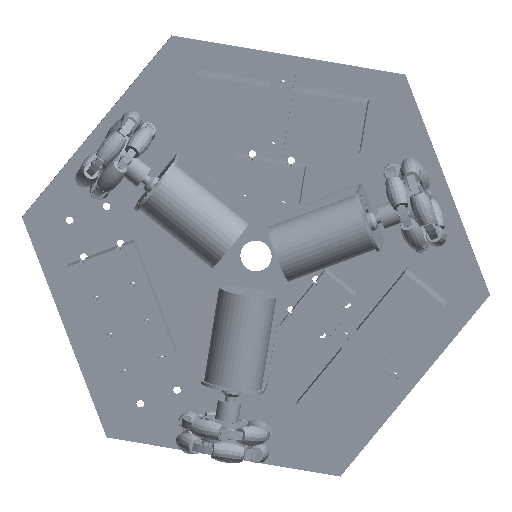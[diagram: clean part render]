
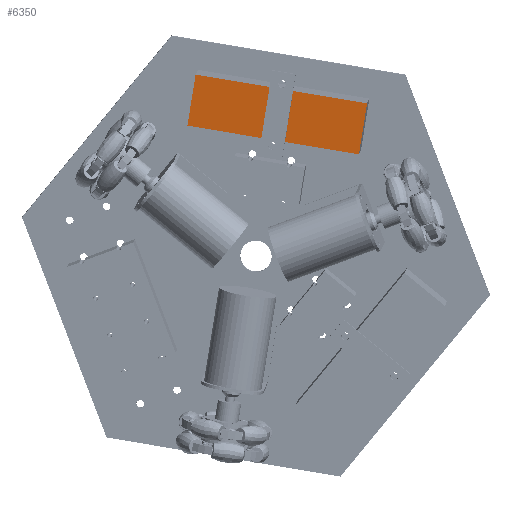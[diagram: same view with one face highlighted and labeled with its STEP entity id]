
A CAD part, front view. The second image highlights one B-rep face of the part: STEP entity #6350.
In plain terms, the highlighted face is planar.
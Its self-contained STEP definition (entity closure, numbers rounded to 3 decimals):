
#360=LINE($,#10770,#758);
#364=LINE($,#10778,#762);
#367=LINE($,#10784,#765);
#370=LINE($,#10789,#768);
#758=VECTOR($,#8956,110.);
#762=VECTOR($,#8962,33.);
#765=VECTOR($,#8967,110.);
#768=VECTOR($,#8972,33.);
#1307=PLANE($,#7133);
#2116=FACE_OUTER_BOUND($,#2747,.T.);
#2747=EDGE_LOOP($,(#5910,#5911,#5912,#5913));
#3689=VERTEX_POINT($,#10768);
#3690=VERTEX_POINT($,#10769);
#3693=VERTEX_POINT($,#10777);
#3695=VERTEX_POINT($,#10783);
#4432=EDGE_CURVE($,#3689,#3690,#360,.T.);
#4436=EDGE_CURVE($,#3690,#3693,#364,.T.);
#4439=EDGE_CURVE($,#3693,#3695,#367,.T.);
#4442=EDGE_CURVE($,#3695,#3689,#370,.T.);
#5910=ORIENTED_EDGE($,*,*,#4442,.T.);
#5911=ORIENTED_EDGE($,*,*,#4432,.T.);
#5912=ORIENTED_EDGE($,*,*,#4436,.T.);
#5913=ORIENTED_EDGE($,*,*,#4439,.T.);
#6350=ADVANCED_FACE($,(#2116),#1307,.T.);
#7133=AXIS2_PLACEMENT_3D($,#10791,#8974,#8975);
#8956=DIRECTION($,(0.,0.,-1.));
#8962=DIRECTION($,(1.,0.,0.));
#8967=DIRECTION($,(0.,0.,1.));
#8972=DIRECTION($,(-1.,0.,0.));
#8974=DIRECTION('center_axis',(0.,-1.,0.));
#8975=DIRECTION('ref_axis',(0.,0.,-1.));
#10768=CARTESIAN_POINT('',(-16.5,0.,55.));
#10769=CARTESIAN_POINT('',(-16.5,0.,-55.));
#10770=CARTESIAN_POINT($,(-16.5,0.,55.));
#10777=CARTESIAN_POINT('',(16.5,0.,-55.));
#10778=CARTESIAN_POINT($,(-16.5,0.,-55.));
#10783=CARTESIAN_POINT('',(16.5,0.,55.));
#10784=CARTESIAN_POINT($,(16.5,0.,-55.));
#10789=CARTESIAN_POINT($,(16.5,0.,55.));
#10791=CARTESIAN_POINT('Origin',(0.,0.,0.));
